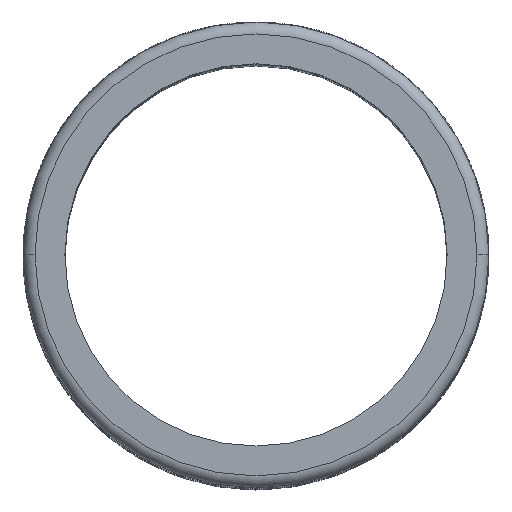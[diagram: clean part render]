
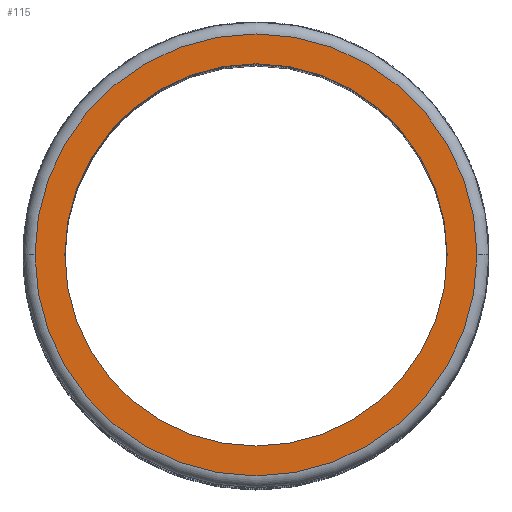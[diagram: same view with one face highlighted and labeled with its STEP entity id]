
A CAD part, top view. The second image highlights one B-rep face of the part: STEP entity #115.
In plain terms, the highlighted planar face has unit normal (0, 0, 1).
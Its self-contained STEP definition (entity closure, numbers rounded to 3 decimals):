
#115 = ADVANCED_FACE ( 'NONE', ( #21892, #32666 ), #24583, .T. ) ;
#204 = CIRCLE ( 'NONE', #57198, 16. ) ;
#235 = DIRECTION ( 'NONE',  ( 1., 0., 0. ) ) ;
#384 = CARTESIAN_POINT ( 'NONE',  ( -16., 0., 0. ) ) ;
#820 = EDGE_CURVE ( 'NONE', #34012, #53546, #204, .T. ) ;
#2733 = CARTESIAN_POINT ( 'NONE',  ( -18.5, 0., 0. ) ) ;
#5416 = DIRECTION ( 'NONE',  ( 1., 0., 0. ) ) ;
#10445 = ORIENTED_EDGE ( 'NONE', *, *, #40080, .F. ) ;
#10980 = ORIENTED_EDGE ( 'NONE', *, *, #33695, .T. ) ;
#15455 = AXIS2_PLACEMENT_3D ( 'NONE', #33504, #47417, #41959 ) ;
#16094 = CARTESIAN_POINT ( 'NONE',  ( 0., 0., 0. ) ) ;
#16890 = DIRECTION ( 'NONE',  ( 1., 0., 0. ) ) ;
#21892 = FACE_OUTER_BOUND ( 'NONE', #54683, .T. ) ;
#21900 = CIRCLE ( 'NONE', #35025, 18.5 ) ;
#22097 = CARTESIAN_POINT ( 'NONE',  ( 0., 0., 0. ) ) ;
#23411 = EDGE_LOOP ( 'NONE', ( #10445, #46660 ) ) ;
#24583 = PLANE ( 'NONE',  #38990 ) ;
#25752 = DIRECTION ( 'NONE',  ( 1., 0., 0. ) ) ;
#28001 = DIRECTION ( 'NONE',  ( 0., 0., 1. ) ) ;
#30563 = DIRECTION ( 'NONE',  ( 0., 0., 1. ) ) ;
#31849 = CIRCLE ( 'NONE', #57792, 18.5 ) ;
#31888 = CARTESIAN_POINT ( 'NONE',  ( 18.5, 0., 0. ) ) ;
#32666 = FACE_BOUND ( 'NONE', #23411, .T. ) ;
#33504 = CARTESIAN_POINT ( 'NONE',  ( 0., 0., 0. ) ) ;
#33695 = EDGE_CURVE ( 'NONE', #57330, #40078, #31849, .T. ) ;
#34012 = VERTEX_POINT ( 'NONE', #384 ) ;
#35025 = AXIS2_PLACEMENT_3D ( 'NONE', #46055, #56145, #5416 ) ;
#35771 = CARTESIAN_POINT ( 'NONE',  ( 16., 0., 0. ) ) ;
#38990 = AXIS2_PLACEMENT_3D ( 'NONE', #16094, #57597, #25752 ) ;
#40078 = VERTEX_POINT ( 'NONE', #31888 ) ;
#40080 = EDGE_CURVE ( 'NONE', #53546, #34012, #57751, .T. ) ;
#41959 = DIRECTION ( 'NONE',  ( 1., 0., 0. ) ) ;
#46055 = CARTESIAN_POINT ( 'NONE',  ( 0., 0., 0. ) ) ;
#46151 = CARTESIAN_POINT ( 'NONE',  ( 0., 0., 0. ) ) ;
#46660 = ORIENTED_EDGE ( 'NONE', *, *, #820, .F. ) ;
#47417 = DIRECTION ( 'NONE',  ( 0., 0., 1. ) ) ;
#47631 = ORIENTED_EDGE ( 'NONE', *, *, #54332, .T. ) ;
#53546 = VERTEX_POINT ( 'NONE', #35771 ) ;
#54332 = EDGE_CURVE ( 'NONE', #40078, #57330, #21900, .T. ) ;
#54683 = EDGE_LOOP ( 'NONE', ( #47631, #10980 ) ) ;
#56145 = DIRECTION ( 'NONE',  ( 0., 0., 1. ) ) ;
#57198 = AXIS2_PLACEMENT_3D ( 'NONE', #22097, #30563, #16890 ) ;
#57330 = VERTEX_POINT ( 'NONE', #2733 ) ;
#57597 = DIRECTION ( 'NONE',  ( 0., 0., 1. ) ) ;
#57751 = CIRCLE ( 'NONE', #15455, 16. ) ;
#57792 = AXIS2_PLACEMENT_3D ( 'NONE', #46151, #28001, #235 ) ;
